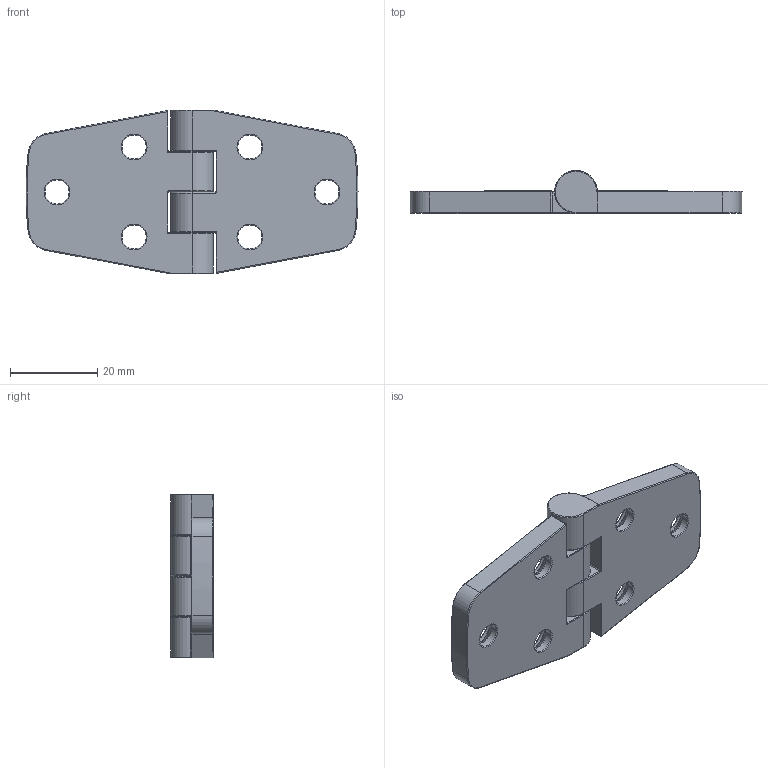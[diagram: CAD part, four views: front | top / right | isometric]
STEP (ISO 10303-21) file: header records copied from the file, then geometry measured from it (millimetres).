
FILE_DESCRIPTION (( 'STEP AP214' ), '1' );
FILE_NAME ('HGS-0604.STEP', '2019-07-24T06:54:38', ( '' ), ( '' ), 'SwSTEP 2.0', 'SolidWorks 2010', '' );
FILE_SCHEMA (( 'AUTOMOTIVE_DESIGN' ));
Length unit declared in the file: millimetre
Products named in the file (3): 鉸鏈片; 插銷; HGS-0604
Assembly tree (3 placements, depth 2):
  HGS-0604
    鉸鏈片  x2
    插銷
Bounding box: 76 x 9.8 x 37.5 mm (x, y, z)
Volume: 11827.2 mm3; surface area: 7830.4 mm2
Topology: 3 solids, 3 shells, 248 faces, 590 edges, 340 vertices
Faces by surface type: torus 108, cylinder 92, plane 22, cone 12, sphere 12, bspline 2
Entity records: 3796 total; most frequent: DIRECTION 770, CARTESIAN_POINT 630, ORIENTED_EDGE 586, AXIS2_PLACEMENT_3D 347, EDGE_CURVE 293, CIRCLE 215, VERTEX_POINT 171, EDGE_LOOP 136
